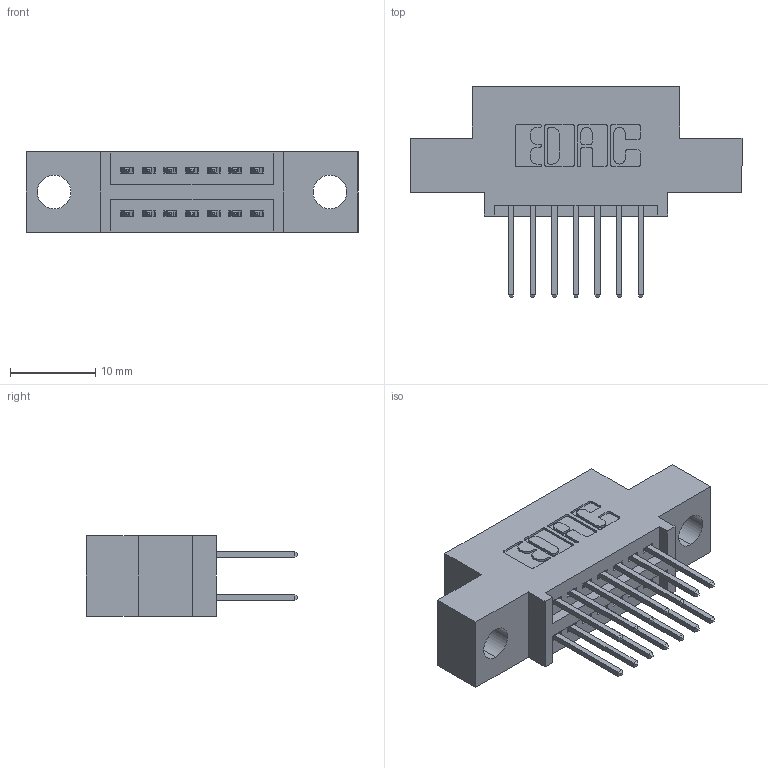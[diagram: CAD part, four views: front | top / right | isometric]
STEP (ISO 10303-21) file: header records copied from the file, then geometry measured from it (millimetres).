
FILE_DESCRIPTION (( 'STEP AP203' ), '1' );
FILE_NAME ('345-014-523-504.STEP', '2018-08-18T09:00:03', ( '' ), ( '' ), 'SwSTEP 2.0', 'SolidWorks 2016', '' );
FILE_SCHEMA (( 'CONFIG_CONTROL_DESIGN' ));
Length unit declared in the file: inch
Products named in the file (3): 345 Part_0.110 Offset - 0.156 Dia-TH; 345-292-001_345-293-123; 345-014-523-504
Assembly tree (15 placements, depth 2):
  345-014-523-504
    345 Part_0.110 Offset - 0.156 Dia-TH
    345-292-001_345-293-123  x14
Bounding box: 38.99 x 24.82 x 9.4 mm (x, y, z)
Volume: 3330 mm3; surface area: 4281.2 mm2
Topology: 15 solids, 15 shells, 830 faces, 2439 edges, 1606 vertices
Faces by surface type: plane 546, cylinder 284
Entity records: 10357 total; most frequent: CARTESIAN_POINT 1772, ORIENTED_EDGE 1706, DIRECTION 1605, EDGE_CURVE 853, VECTOR 693, LINE 693, VERTEX_POINT 566, AXIS2_PLACEMENT_3D 456
